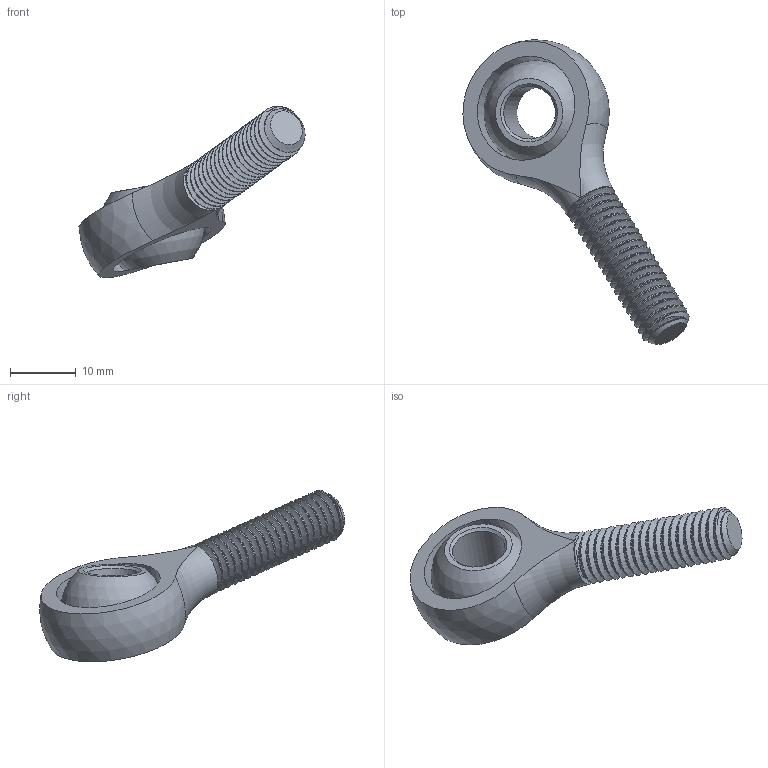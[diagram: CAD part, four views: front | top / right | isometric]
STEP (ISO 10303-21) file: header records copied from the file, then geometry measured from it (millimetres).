
FILE_DESCRIPTION(/* description */ (''),/* implementation_level */ '2;1');
FILE_NAME(/* name */ 'METRIC BALL JOINT ROD END.stp',/* time_stamp */ '2024-01-12T00:21:14+07:00',/* author */ ('muham'),/* organization */ (''),/* preprocessor_version */ 'ST-DEVELOPER v18.1',/* originating_system */ 'Autodesk Inventor 2021',/* authorisation */ '');
FILE_SCHEMA (('AUTOMOTIVE_DESIGN { 1 0 10303 214 3 1 1 }'));
Length unit declared in the file: millimetre
Products named in the file (3): METRIC BALL JOINT ROD END; Solid1_2_MIR_REV2; Solid2_2_MIR_REV2
Assembly tree (2 placements, depth 2):
  METRIC BALL JOINT ROD END
    Solid1_2_MIR_REV2
    Solid2_2_MIR_REV2
Bounding box: 34.36 x 46.34 x 26.09 mm (x, y, z)
Volume: 4108 mm3; surface area: 3327.8 mm2
Topology: 2 solids, 2 shells, 58 faces, 164 edges, 110 vertices
Faces by surface type: cylinder 43, plane 6, cone 3, sphere 2, torus 2, bspline 2
Full cylindrical faces by diameter (mm): 6.376 x19, 8 x19, 16.039 x1
Entity records: 17603 total; most frequent: CARTESIAN_POINT 16168, ORIENTED_EDGE 328, DIRECTION 224, EDGE_CURVE 164, VERTEX_POINT 110, AXIS2_PLACEMENT_3D 90, EDGE_LOOP 62, FACE_OUTER_BOUND 58
